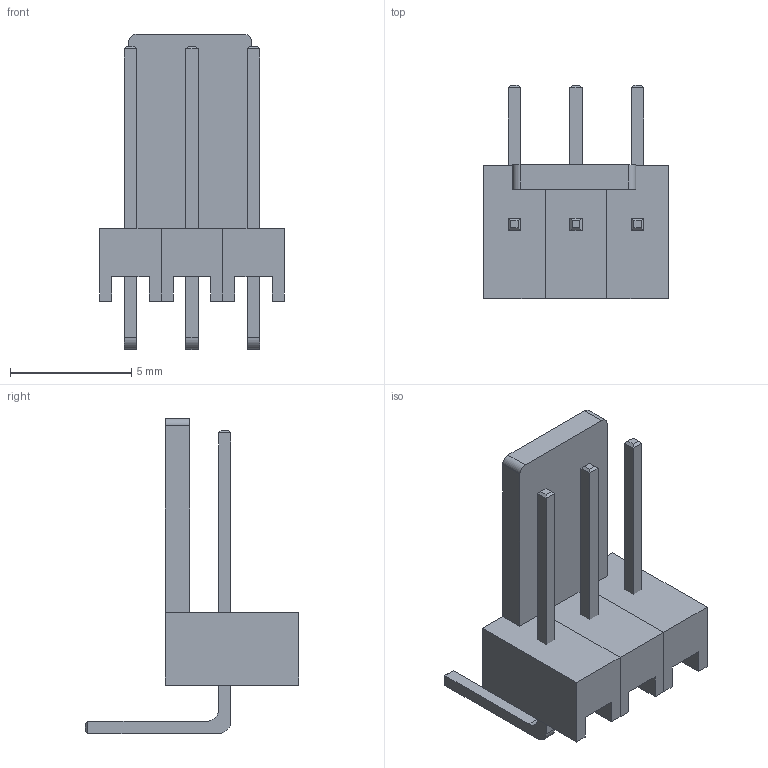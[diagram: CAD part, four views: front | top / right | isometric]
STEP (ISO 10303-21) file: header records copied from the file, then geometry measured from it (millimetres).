
FILE_DESCRIPTION(('FreeCAD Model'),'2;1');
FILE_NAME( '03PA.stp', '2017-07-30T11:59:32',('Author'),(''), 'Open CASCADE STEP processor 6.8','FreeCAD','Unknown');
FILE_SCHEMA(('AUTOMOTIVE_DESIGN_CC2 { 1 2 10303 214 -1 1 5 4 }'));
Length unit declared in the file: millimetre
Products named in the file (4): ASSEMBLY; Array; Fillet; Array001
Assembly tree (3 placements, depth 2):
  ASSEMBLY
    Array
    Fillet
    Array001
Bounding box: 7.62 x 8.8 x 13 mm (x, y, z)
Volume: 154.4 mm3; surface area: 467.5 mm2
Topology: 7 solids, 7 shells, 92 faces, 210 edges, 132 vertices
Faces by surface type: plane 84, cylinder 8
Entity records: 5380 total; most frequent: CARTESIAN_POINT 882, DIRECTION 834, LINE 598, VECTOR 598, ORIENTED_EDGE 420, PCURVE 420, DEFINITIONAL_REPRESENTATION 420, EDGE_CURVE 210
